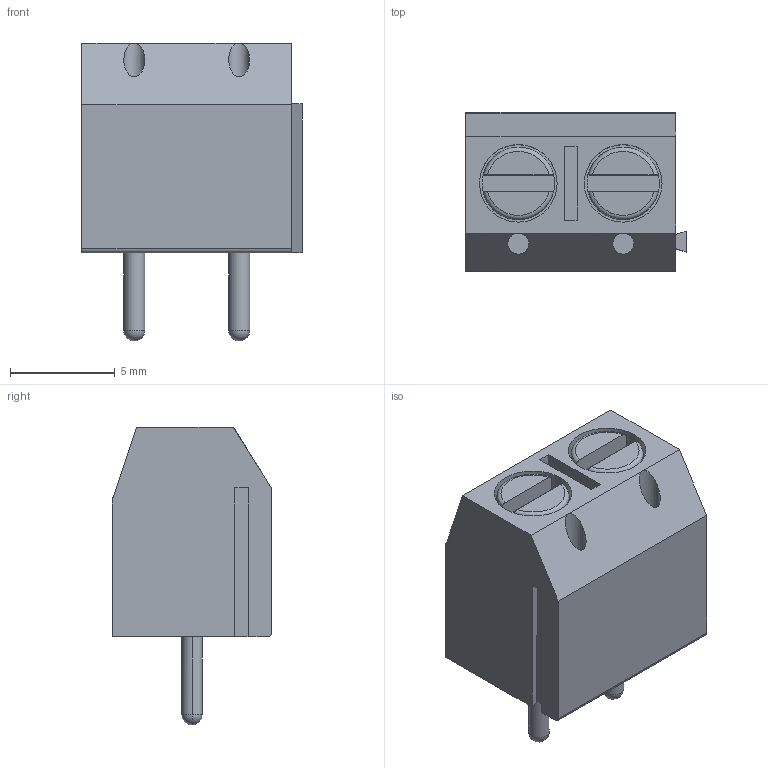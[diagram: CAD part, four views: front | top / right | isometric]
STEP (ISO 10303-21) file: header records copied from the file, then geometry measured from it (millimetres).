
FILE_DESCRIPTION (( 'STEP AP214' ), '1' );
FILE_NAME ('RND 205-301-5.0-02P--3DModel-STEP-697569_col.STEP', '2023-11-14T22:31:39', ( '' ), ( '' ), 'SwSTEP 2.0', 'SolidWorks 2022', '' );
FILE_SCHEMA (( 'AUTOMOTIVE_DESIGN' ));
Length unit declared in the file: millimetre
Products named in the file (1): RND 205-301-5.0-02P--3DModel-STEP-697569_col
Bounding box: 10.5 x 7.6 x 14.2 mm (x, y, z)
Volume: 631.4 mm3; surface area: 823.3 mm2
Topology: 1 solids, 1 shells, 109 faces, 308 edges, 198 vertices
Faces by surface type: plane 68, cylinder 33, sphere 4, torus 4
Entity records: 4108 total; most frequent: CARTESIAN_POINT 750, ORIENTED_EDGE 584, DIRECTION 578, EDGE_CURVE 292, VECTOR 198, LINE 198, AXIS2_PLACEMENT_3D 190, VERTEX_POINT 190
